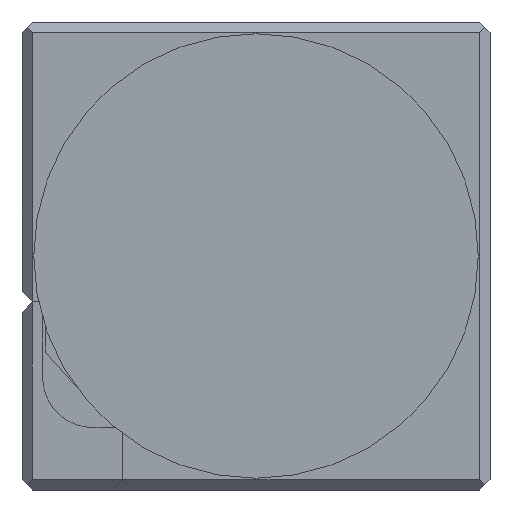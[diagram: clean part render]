
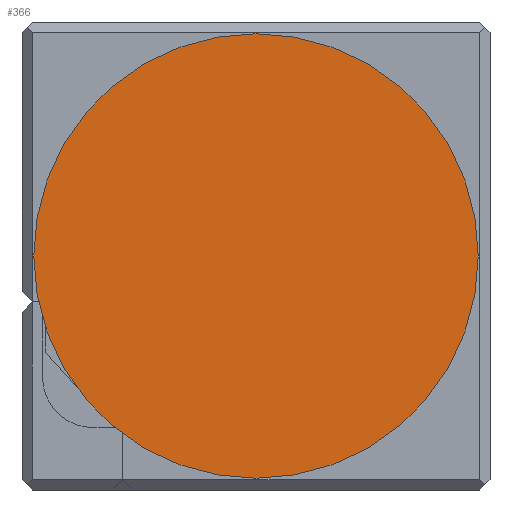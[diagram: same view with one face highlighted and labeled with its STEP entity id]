
A CAD part, left-side view. The second image highlights one B-rep face of the part: STEP entity #366.
In plain terms, the highlighted face is planar.
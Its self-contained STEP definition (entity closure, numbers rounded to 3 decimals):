
#251=DIRECTION(' ',(-0.,-0.,-1.));
#256=CARTESIAN_POINT(' ',(-26.5,-26.5,0.));
#261=DIRECTION(' ',(0.,1.,0.));
#266=AXIS2_PLACEMENT_3D(' ',#256,#251,#261);
#271=PLANE('',#266);
#276=CARTESIAN_POINT(' ',(0.,0.,0.));
#281=DIRECTION(' ',(0.,0.,1.));
#286=DIRECTION(' ',(1.,0.,0.));
#291=AXIS2_PLACEMENT_3D(' ',#276,#281,#286);
#296=CIRCLE('',#291,26.5);
#301=CARTESIAN_POINT(' ',(26.5,0.,0.));
#302=VERTEX_POINT(' ',#301);
#306=CARTESIAN_POINT(' ',(-26.5,0.,0.));
#307=VERTEX_POINT(' ',#306);
#311=EDGE_CURVE(' ',#302,#307,#296,.T.);
#316=ORIENTED_EDGE(' ',*,*,#311,.F.);
#321=CARTESIAN_POINT(' ',(0.,0.,0.));
#326=DIRECTION(' ',(0.,-0.,1.));
#331=DIRECTION(' ',(-1.,0.,0.));
#336=AXIS2_PLACEMENT_3D(' ',#321,#326,#331);
#341=CIRCLE('',#336,26.5);
#346=EDGE_CURVE(' ',#307,#302,#341,.T.);
#351=ORIENTED_EDGE(' ',*,*,#346,.F.);
#356=EDGE_LOOP(' ',(#316,#351));
#361=FACE_OUTER_BOUND(' ',#356,.T.);
#366=ADVANCED_FACE('',(#361),#271,.T.);
